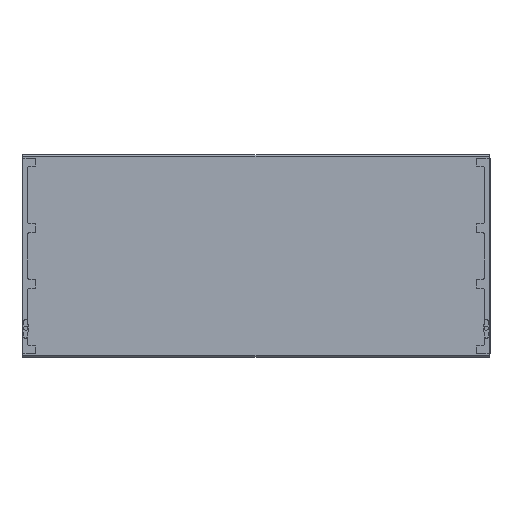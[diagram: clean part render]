
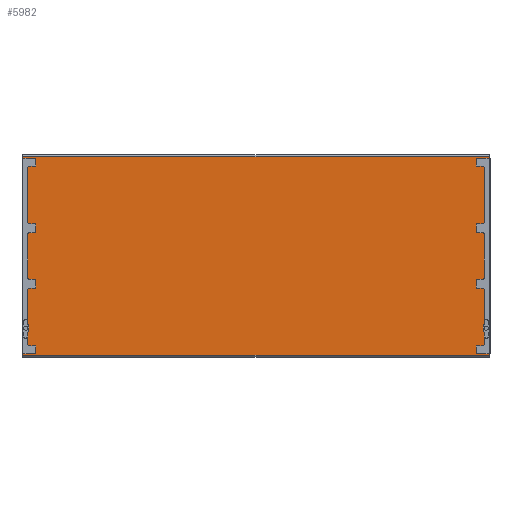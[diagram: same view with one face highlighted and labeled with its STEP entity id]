
A CAD part, top view. The second image highlights one B-rep face of the part: STEP entity #5982.
In plain terms, the highlighted planar face has unit normal (0, 0, 1).
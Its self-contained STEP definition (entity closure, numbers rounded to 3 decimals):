
#798 = VECTOR ( 'NONE', #4940, 1000. ) ;
#1381 = LINE ( 'NONE', #10918, #10282 ) ;
#1404 = FACE_OUTER_BOUND ( 'NONE', #7058, .T. ) ;
#1433 = VERTEX_POINT ( 'NONE', #2132 ) ;
#1478 = ORIENTED_EDGE ( 'NONE', *, *, #4432, .T. ) ;
#1571 = LINE ( 'NONE', #8085, #8340 ) ;
#1576 = CARTESIAN_POINT ( 'NONE',  ( 1050., -447.235, -2. ) ) ;
#1582 = PLANE ( 'NONE',  #9631 ) ;
#1661 = CARTESIAN_POINT ( 'NONE',  ( -1050., 447.235, -2. ) ) ;
#2132 = CARTESIAN_POINT ( 'NONE',  ( -1050., -447.235, -2. ) ) ;
#2199 = CARTESIAN_POINT ( 'NONE',  ( 1050., 447.235, -2. ) ) ;
#3326 = CARTESIAN_POINT ( 'NONE',  ( -1050., -447.235, -2. ) ) ;
#3399 = DIRECTION ( 'NONE',  ( 0., 0., 1. ) ) ;
#3527 = DIRECTION ( 'NONE',  ( 0., -1., 0. ) ) ;
#4432 = EDGE_CURVE ( 'NONE', #9538, #1433, #1381, .T. ) ;
#4748 = EDGE_CURVE ( 'NONE', #1433, #10210, #9437, .T. ) ;
#4940 = DIRECTION ( 'NONE',  ( 1., 0., 0. ) ) ;
#5626 = ORIENTED_EDGE ( 'NONE', *, *, #9003, .F. ) ;
#5982 = ADVANCED_FACE ( 'NONE', ( #1404 ), #1582, .T. ) ;
#6405 = ORIENTED_EDGE ( 'NONE', *, *, #4748, .T. ) ;
#6583 = DIRECTION ( 'NONE',  ( 1., 0., 0. ) ) ;
#6775 = DIRECTION ( 'NONE',  ( 1., 0., 0. ) ) ;
#6934 = VECTOR ( 'NONE', #6583, 1000. ) ;
#7058 = EDGE_LOOP ( 'NONE', ( #8627, #5626, #1478, #6405 ) ) ;
#7358 = CARTESIAN_POINT ( 'NONE',  ( -1050., 447.235, -2. ) ) ;
#7463 = LINE ( 'NONE', #7358, #6934 ) ;
#8085 = CARTESIAN_POINT ( 'NONE',  ( 1050., 447.235, -2. ) ) ;
#8340 = VECTOR ( 'NONE', #8942, 1000. ) ;
#8627 = ORIENTED_EDGE ( 'NONE', *, *, #11053, .F. ) ;
#8800 = VERTEX_POINT ( 'NONE', #2199 ) ;
#8942 = DIRECTION ( 'NONE',  ( 0., -1., 0. ) ) ;
#9003 = EDGE_CURVE ( 'NONE', #9538, #8800, #7463, .T. ) ;
#9424 = CARTESIAN_POINT ( 'NONE',  ( -1050., 447.235, -2. ) ) ;
#9437 = LINE ( 'NONE', #3326, #798 ) ;
#9538 = VERTEX_POINT ( 'NONE', #9424 ) ;
#9631 = AXIS2_PLACEMENT_3D ( 'NONE', #1661, #3399, #6775 ) ;
#10210 = VERTEX_POINT ( 'NONE', #1576 ) ;
#10282 = VECTOR ( 'NONE', #3527, 1000. ) ;
#10918 = CARTESIAN_POINT ( 'NONE',  ( -1050., 447.235, -2. ) ) ;
#11053 = EDGE_CURVE ( 'NONE', #8800, #10210, #1571, .T. ) ;
